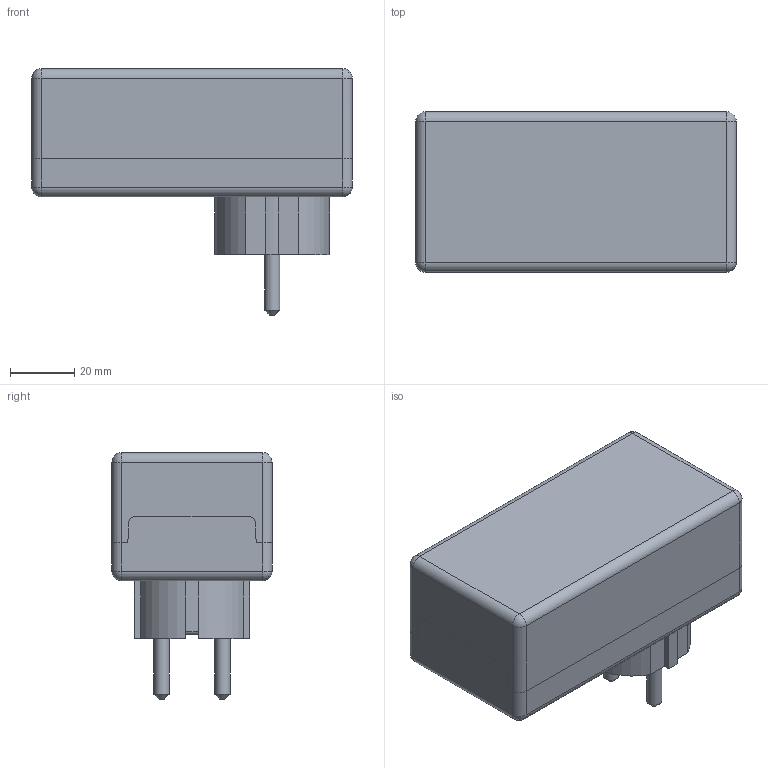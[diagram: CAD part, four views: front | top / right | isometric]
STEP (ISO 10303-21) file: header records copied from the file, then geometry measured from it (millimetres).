
FILE_DESCRIPTION((''),'2;1');
FILE_NAME('0601101200-MBPO_105040 ST.stp','2016-01-19T15:28:19',('robin.rentz'),(''),'Autodesk Inventor 2012','Autodesk Inventor 2012','');
FILE_SCHEMA(('AUTOMOTIVE_DESIGN { 1 2 10303 214 0 1 1 1 }'));
Length unit declared in the file: millimetre
Products named in the file (3): 0601101200-MBPO_105040 ST; 0601100702-UT_105025-40 ST; 0501100411-OT_105040
Assembly tree (2 placements, depth 2):
  0601101200-MBPO_105040 ST
    0601100702-UT_105025-40 ST
    0501100411-OT_105040
Bounding box: 100 x 50 x 77 mm (x, y, z)
Volume: 68523.6 mm3; surface area: 52569.5 mm2
Topology: 2 solids, 2 shells, 342 faces, 792 edges, 490 vertices
Faces by surface type: plane 208, cylinder 92, cone 34, sphere 8
Full cylindrical faces by diameter (mm): 2.4 x6, 2.6 x1, 3 x2, 4 x4, 4.5 x4, 4.75 x2, 4.8 x6, 5 x1, 6 x4, 8 x4, 8.5 x2, 9 x4
Entity records: 9396 total; most frequent: DIRECTION 1656, CARTESIAN_POINT 1569, ORIENTED_EDGE 1480, EDGE_CURVE 740, AXIS2_PLACEMENT_3D 569, VECTOR 518, LINE 518, VERTEX_POINT 482
